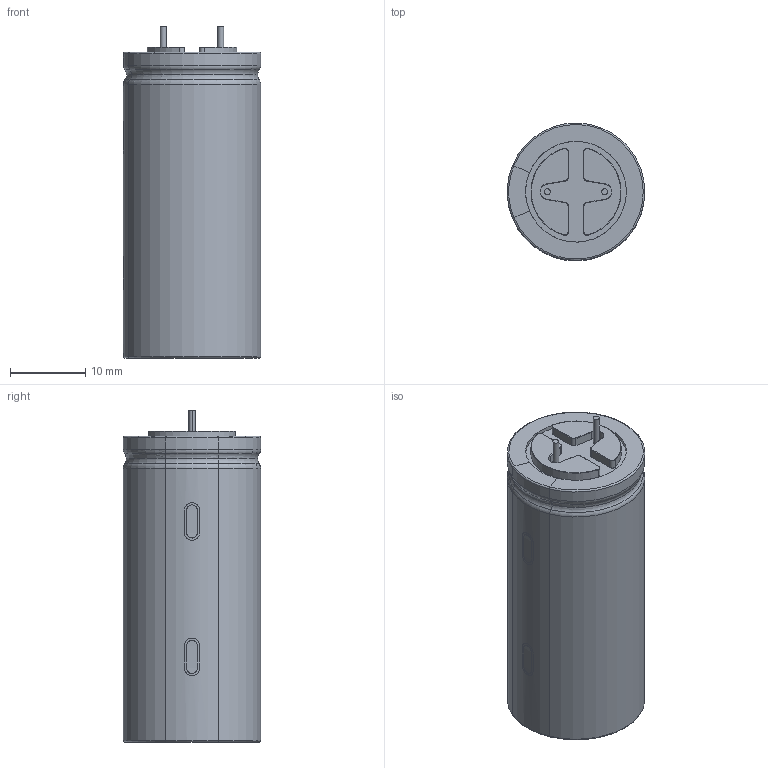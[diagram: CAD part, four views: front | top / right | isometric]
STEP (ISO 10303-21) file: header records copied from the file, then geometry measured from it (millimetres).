
FILE_DESCRIPTION (( 'STEP AP214' ), '1' );
FILE_NAME ('User Library-CE_R300_D720_H1600.STEP', '2013-08-19T17:30:15', ( 'Windows User' ), ( '' ), 'SwSTEP 2.0', 'SolidWorks 2013', '' );
FILE_SCHEMA (( 'AUTOMOTIVE_DESIGN' ));
Length unit declared in the file: millimetre
Products named in the file (1): User Library-CE_R300_D720_H1600
Bounding box: 18.28 x 18.27 x 44.14 mm (x, y, z)
Volume: 10625.2 mm3; surface area: 3139.1 mm2
Topology: 5 solids, 5 shells, 103 faces, 235 edges, 147 vertices
Faces by surface type: cylinder 42, plane 31, torus 30
Entity records: 4227 total; most frequent: CARTESIAN_POINT 646, DIRECTION 548, ORIENTED_EDGE 470, EDGE_CURVE 235, AXIS2_PLACEMENT_3D 225, VERTEX_POINT 147, CIRCLE 121, UNCERTAINTY_MEASURE_WITH_UNIT 108
